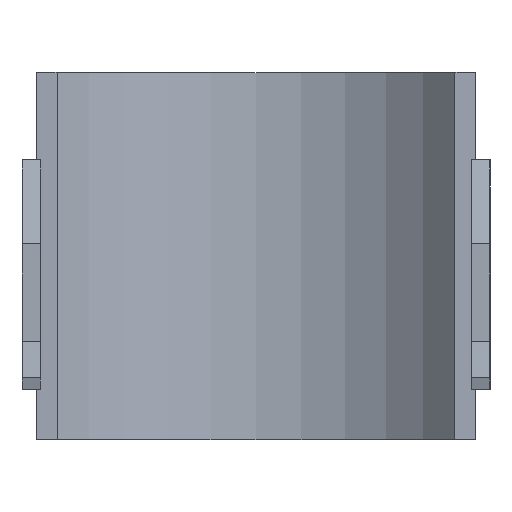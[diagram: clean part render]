
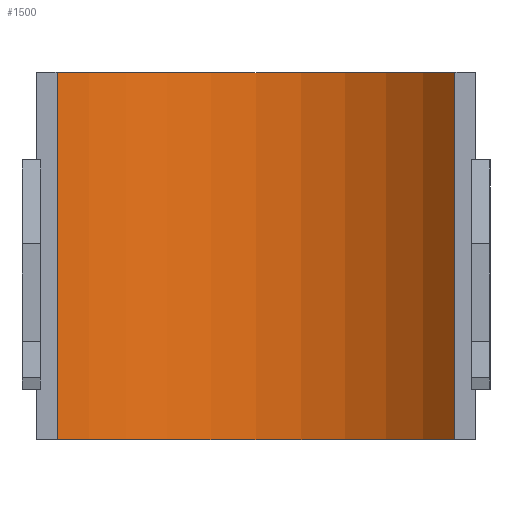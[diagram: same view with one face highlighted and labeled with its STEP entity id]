
A CAD part, front view. The second image highlights one B-rep face of the part: STEP entity #1500.
In plain terms, the highlighted cylindrical face has radius 28.5 mm (diameter 57 mm), a partial arc.
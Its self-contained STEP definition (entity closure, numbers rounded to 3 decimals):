
#115 = ORIENTED_EDGE ( 'NONE', *, *, #4230, .F. ) ;
#161 = ORIENTED_EDGE ( 'NONE', *, *, #5698, .F. ) ;
#183 = EDGE_LOOP ( 'NONE', ( #161, #4088, #2887, #115 ) ) ;
#184 = DIRECTION ( 'NONE',  ( 0., 0., 1. ) ) ;
#256 = VECTOR ( 'NONE', #184, 1000. ) ;
#371 = VECTOR ( 'NONE', #6010, 1000. ) ;
#1215 = CARTESIAN_POINT ( 'NONE',  ( -21.679, -10., 20. ) ) ;
#1472 = CARTESIAN_POINT ( 'NONE',  ( 21.679, -10., 20. ) ) ;
#1495 = EDGE_CURVE ( 'NONE', #4852, #6261, #4215, .T. ) ;
#1500 = ADVANCED_FACE ( 'NONE', ( #4882 ), #5996, .F. ) ;
#1908 = DIRECTION ( 'NONE',  ( 1., 0., 0. ) ) ;
#2661 = DIRECTION ( 'NONE',  ( -1., 0., 0. ) ) ;
#2887 = ORIENTED_EDGE ( 'NONE', *, *, #5800, .F. ) ;
#3129 = CARTESIAN_POINT ( 'NONE',  ( -21.679, -10., -20. ) ) ;
#3233 = DIRECTION ( 'NONE',  ( 0., 0., -1. ) ) ;
#3243 = LINE ( 'NONE', #4968, #371 ) ;
#3456 = DIRECTION ( 'NONE',  ( 0., 0., -1. ) ) ;
#3596 = VERTEX_POINT ( 'NONE', #1472 ) ;
#3768 = AXIS2_PLACEMENT_3D ( 'NONE', #6908, #3456, #1908 ) ;
#4026 = LINE ( 'NONE', #1215, #256 ) ;
#4088 = ORIENTED_EDGE ( 'NONE', *, *, #1495, .T. ) ;
#4215 = CIRCLE ( 'NONE', #6650, 28.5 ) ;
#4230 = EDGE_CURVE ( 'NONE', #4280, #3596, #7131, .T. ) ;
#4280 = VERTEX_POINT ( 'NONE', #6497 ) ;
#4615 = CARTESIAN_POINT ( 'NONE',  ( 21.679, -10., -20. ) ) ;
#4852 = VERTEX_POINT ( 'NONE', #3129 ) ;
#4882 = FACE_OUTER_BOUND ( 'NONE', #183, .T. ) ;
#4920 = DIRECTION ( 'NONE',  ( 0., 0., -1. ) ) ;
#4968 = CARTESIAN_POINT ( 'NONE',  ( 21.679, -10., 20. ) ) ;
#5137 = AXIS2_PLACEMENT_3D ( 'NONE', #5374, #3233, #2661 ) ;
#5374 = CARTESIAN_POINT ( 'NONE',  ( 0., -28.5, 20. ) ) ;
#5698 = EDGE_CURVE ( 'NONE', #4852, #4280, #4026, .T. ) ;
#5800 = EDGE_CURVE ( 'NONE', #3596, #6261, #3243, .T. ) ;
#5888 = CARTESIAN_POINT ( 'NONE',  ( 0., -28.5, -20. ) ) ;
#5996 = CYLINDRICAL_SURFACE ( 'NONE', #5137, 28.5 ) ;
#6010 = DIRECTION ( 'NONE',  ( 0., 0., -1. ) ) ;
#6261 = VERTEX_POINT ( 'NONE', #4615 ) ;
#6497 = CARTESIAN_POINT ( 'NONE',  ( -21.679, -10., 20. ) ) ;
#6543 = DIRECTION ( 'NONE',  ( 1., 0., 0. ) ) ;
#6650 = AXIS2_PLACEMENT_3D ( 'NONE', #5888, #4920, #6543 ) ;
#6908 = CARTESIAN_POINT ( 'NONE',  ( 0., -28.5, 20. ) ) ;
#7131 = CIRCLE ( 'NONE', #3768, 28.5 ) ;
